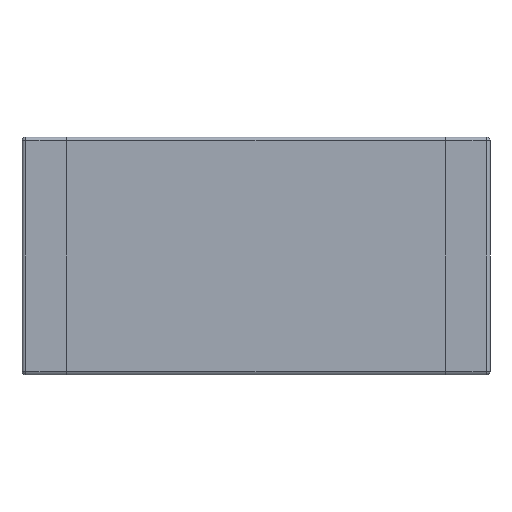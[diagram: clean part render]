
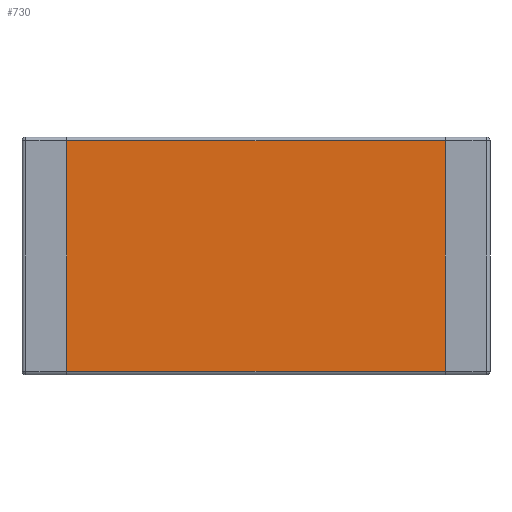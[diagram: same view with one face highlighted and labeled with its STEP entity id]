
A CAD part, front view. The second image highlights one B-rep face of the part: STEP entity #730.
In plain terms, the highlighted planar face has unit normal (0, -1, 0).
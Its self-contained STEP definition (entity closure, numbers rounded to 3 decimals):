
#75 = DIRECTION ( 'NONE',  ( 0., 0., -1. ) ) ;
#76 = DIRECTION ( 'NONE',  ( 0., -1., 0. ) ) ;
#77 = CARTESIAN_POINT ( 'NONE',  ( 3.15, 0., -1.6 ) ) ;
#78 = AXIS2_PLACEMENT_3D ( 'NONE', #77, #76, #75 ) ;
#79 = PLANE ( 'NONE',  #78 ) ;
#94 = FACE_OUTER_BOUND ( 'NONE', #731, .T. ) ;
#481 = EDGE_CURVE ( 'NONE', #538, #526, #935, .T. ) ;
#496 = EDGE_CURVE ( 'NONE', #674, #608, #988, .T. ) ;
#497 = ORIENTED_EDGE ( 'NONE', *, *, #525, .F. ) ;
#498 = ORIENTED_EDGE ( 'NONE', *, *, #496, .T. ) ;
#524 = ORIENTED_EDGE ( 'NONE', *, *, #529, .F. ) ;
#525 = EDGE_CURVE ( 'NONE', #674, #526, #1065, .T. ) ;
#526 = VERTEX_POINT ( 'NONE', #1061 ) ;
#529 = EDGE_CURVE ( 'NONE', #538, #608, #1056, .T. ) ;
#538 = VERTEX_POINT ( 'NONE', #1084 ) ;
#545 = ORIENTED_EDGE ( 'NONE', *, *, #481, .T. ) ;
#608 = VERTEX_POINT ( 'NONE', #1304 ) ;
#674 = VERTEX_POINT ( 'NONE', #1545 ) ;
#730 = ADVANCED_FACE ( 'NONE', ( #94 ), #79, .T. ) ;
#731 = EDGE_LOOP ( 'NONE', ( #524, #545, #497, #498 ) ) ;
#932 = DIRECTION ( 'NONE',  ( 1., 0., 0. ) ) ;
#933 = VECTOR ( 'NONE', #932, 1000. ) ;
#934 = CARTESIAN_POINT ( 'NONE',  ( 3.15, 0., -1.55 ) ) ;
#935 = LINE ( 'NONE', #934, #933 ) ;
#985 = DIRECTION ( 'NONE',  ( -1., 0., 0. ) ) ;
#986 = VECTOR ( 'NONE', #985, 1000. ) ;
#987 = CARTESIAN_POINT ( 'NONE',  ( -3.15, 0., 1.55 ) ) ;
#988 = LINE ( 'NONE', #987, #986 ) ;
#1055 = CARTESIAN_POINT ( 'NONE',  ( -2.55, 0., -1.6 ) ) ;
#1056 = LINE ( 'NONE', #1055, #1107 ) ;
#1061 = CARTESIAN_POINT ( 'NONE',  ( 2.55, 0., -1.55 ) ) ;
#1062 = DIRECTION ( 'NONE',  ( 0., 0., -1. ) ) ;
#1063 = VECTOR ( 'NONE', #1062, 1000. ) ;
#1064 = CARTESIAN_POINT ( 'NONE',  ( 2.55, 0., -1.6 ) ) ;
#1065 = LINE ( 'NONE', #1064, #1063 ) ;
#1084 = CARTESIAN_POINT ( 'NONE',  ( -2.55, 0., -1.55 ) ) ;
#1106 = DIRECTION ( 'NONE',  ( 0., 0., 1. ) ) ;
#1107 = VECTOR ( 'NONE', #1106, 1000. ) ;
#1304 = CARTESIAN_POINT ( 'NONE',  ( -2.55, 0., 1.55 ) ) ;
#1545 = CARTESIAN_POINT ( 'NONE',  ( 2.55, 0., 1.55 ) ) ;
